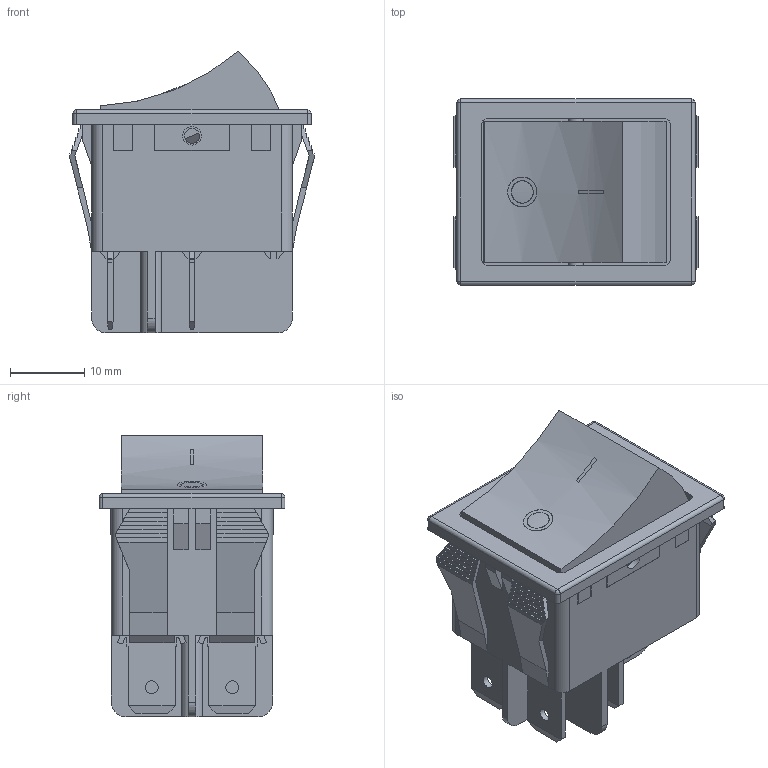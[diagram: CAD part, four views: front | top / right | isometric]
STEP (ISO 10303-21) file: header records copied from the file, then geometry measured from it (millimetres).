
FILE_DESCRIPTION((' '),'2;1');
FILE_NAME('RB242Dx121.stp','2017-08-03T10:39:07',(' '),(' '),' ','ACIS',' ');
FILE_SCHEMA(('CONFIG_CONTROL_DESIGN'));
Length unit declared in the file: inch
Products named in the file (3): RB242Dx121.stp; Body1; Body2
Assembly tree (2 placements, depth 2):
  RB242Dx121.stp
    Body1
    Body2
Bounding box: 32.8 x 25 x 37.9 mm (x, y, z)
Volume: 6696.3 mm3; surface area: 9634.8 mm2
Topology: 2 solids, 2 shells, 1627 faces, 4487 edges, 2978 vertices
Faces by surface type: plane 1010, bspline 559, cylinder 54, sphere 4
Full cylindrical faces by diameter (mm): 1.7 x4, 2 x2, 2.5 x2
Entity records: 57887 total; most frequent: CARTESIAN_POINT 19786, ORIENTED_EDGE 8952, DIRECTION 5612, EDGE_CURVE 4476, VECTOR 3250, LINE 3250, VERTEX_POINT 2976, EDGE_LOOP 1770
